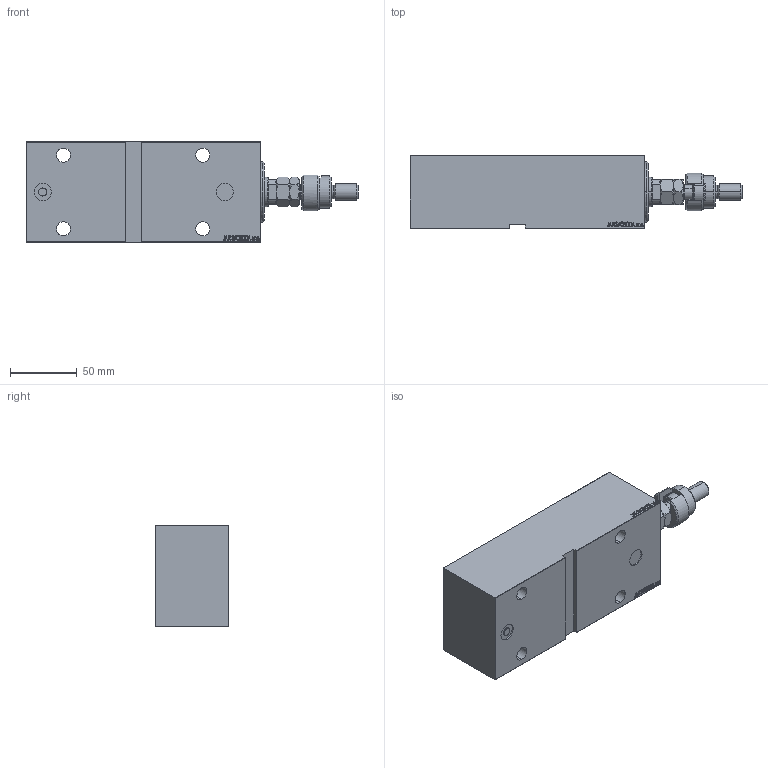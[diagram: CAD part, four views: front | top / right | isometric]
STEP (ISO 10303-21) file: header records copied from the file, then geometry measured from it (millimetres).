
FILE_DESCRIPTION (( 'STEP AP203' ), '1' );
FILE_NAME ('8c82.STEP', '2024-02-11T07:42:36', ( '' ), ( '' ), 'SwSTEP 2.0', 'SolidWorks 2019', '' );
FILE_SCHEMA (( 'CONFIG_CONTROL_DESIGN' ));
Length unit declared in the file: millimetre
Products named in the file (7): V450CM_E_Body 3bd4ec295f1fcd5464623854c5097ced; 8c82; DFA 3bd4ec295f1fcd5464623854c5097ced; MFA 3bd4ec295f1fcd5464623854c5097ced; V450CM_VC_B 3bd4ec295f1fcd5464623854c5097ced; V450CM_E_VCP 3bd4ec295f1fcd5464623854c5097ced; FEMALE_PART_FOR_DFA 3bd4ec295f1fcd5464623854c5097ced
Assembly tree (6 placements, depth 3):
  8c82
    V450CM_E_Body 3bd4ec295f1fcd5464623854c5097ced
    V450CM_E_VCP 3bd4ec295f1fcd5464623854c5097ced
    V450CM_VC_B 3bd4ec295f1fcd5464623854c5097ced
    DFA 3bd4ec295f1fcd5464623854c5097ced
      FEMALE_PART_FOR_DFA 3bd4ec295f1fcd5464623854c5097ced
      MFA 3bd4ec295f1fcd5464623854c5097ced
Bounding box: 248 x 55 x 75 mm (x, y, z)
Volume: 667653.4 mm3; surface area: 107325.1 mm2
Topology: 5 solids, 5 shells, 931 faces, 2360 edges, 1549 vertices
Faces by surface type: plane 436, bspline 380, cylinder 57, cone 54, torus 4
Entity records: 45651 total; most frequent: CARTESIAN_POINT 25046, ORIENTED_EDGE 4716, DIRECTION 2832, EDGE_CURVE 2358, VERTEX_POINT 1549, VECTOR 1362, LINE 1362, EDGE_LOOP 1053
